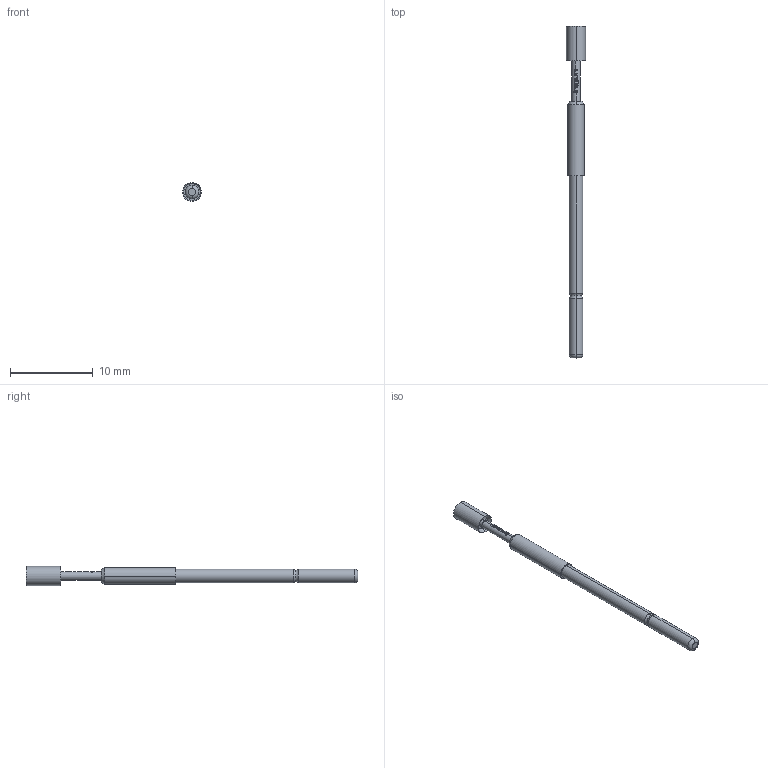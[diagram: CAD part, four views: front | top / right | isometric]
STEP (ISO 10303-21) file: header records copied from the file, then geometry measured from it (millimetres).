
FILE_DESCRIPTION (( 'STEP AP203' ), '1' );
FILE_NAME ('INGUN_GKS-112_006_230_A_xx09.STEP', '2021-12-22T11:41:02', ( 'ochi' ), ( '' ), 'SwSTEP 2.0', 'SolidWorks 2018', '' );
FILE_SCHEMA (( 'CONFIG_CONTROL_DESIGN' ));
Length unit declared in the file: millimetre
Products named in the file (1): INGUN_GKS-112_006_230_A_xx09
Bounding box: 2.3 x 40.1 x 2.3 mm (x, y, z)
Volume: 91.9 mm3; surface area: 242.3 mm2
Topology: 1 solids, 1 shells, 184 faces, 454 edges, 279 vertices
Faces by surface type: plane 103, cylinder 35, bspline 22, cone 18, torus 6
Entity records: 6381 total; most frequent: CARTESIAN_POINT 2610, ORIENTED_EDGE 908, DIRECTION 562, EDGE_CURVE 454, VERTEX_POINT 279, AXIS2_PLACEMENT_3D 223, B_SPLINE_CURVE_WITH_KNOTS 222, EDGE_LOOP 191
